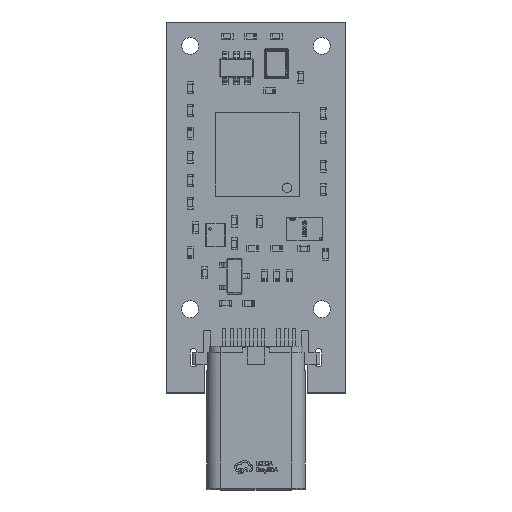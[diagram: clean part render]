
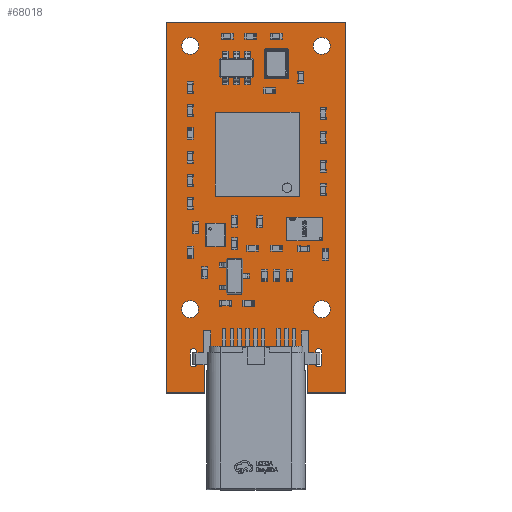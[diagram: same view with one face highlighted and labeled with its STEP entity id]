
A CAD part, top view. The second image highlights one B-rep face of the part: STEP entity #68018.
In plain terms, the highlighted planar face has unit normal (0, 0, 1).
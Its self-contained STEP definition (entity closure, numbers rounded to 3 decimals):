
#67758 = VERTEX_POINT('',#67759);
#67759 = CARTESIAN_POINT('',(15.,0.,1.11));
#67765 = EDGE_CURVE('',#67758,#67766,#67768,.T.);
#67766 = VERTEX_POINT('',#67767);
#67767 = CARTESIAN_POINT('',(11.8,0.,1.11));
#67768 = LINE('',#67769,#67770);
#67769 = CARTESIAN_POINT('',(15.,0.,1.11));
#67770 = VECTOR('',#67771,1.);
#67771 = DIRECTION('',(-1.,0.,0.));
#67798 = VERTEX_POINT('',#67799);
#67799 = CARTESIAN_POINT('',(15.,31.,1.11));
#67805 = EDGE_CURVE('',#67798,#67758,#67806,.T.);
#67806 = LINE('',#67807,#67808);
#67807 = CARTESIAN_POINT('',(15.,31.,1.11));
#67808 = VECTOR('',#67809,1.);
#67809 = DIRECTION('',(0.,-1.,0.));
#67827 = EDGE_CURVE('',#67766,#67828,#67830,.T.);
#67828 = VERTEX_POINT('',#67829);
#67829 = CARTESIAN_POINT('',(11.8,3.5,1.11));
#67830 = LINE('',#67831,#67832);
#67831 = CARTESIAN_POINT('',(11.8,0.,1.11));
#67832 = VECTOR('',#67833,1.);
#67833 = DIRECTION('',(0.,1.,0.));
#68018 = ADVANCED_FACE('',(#68019,#68062,#68098,#68109,#68145,#68156,
    #68167),#68178,.T.);
#68019 = FACE_BOUND('',#68020,.T.);
#68020 = EDGE_LOOP('',(#68021,#68022,#68023,#68031,#68039,#68047,#68055,
    #68061));
#68021 = ORIENTED_EDGE('',*,*,#67765,.F.);
#68022 = ORIENTED_EDGE('',*,*,#67805,.F.);
#68023 = ORIENTED_EDGE('',*,*,#68024,.F.);
#68024 = EDGE_CURVE('',#68025,#67798,#68027,.T.);
#68025 = VERTEX_POINT('',#68026);
#68026 = CARTESIAN_POINT('',(0.,31.,1.11));
#68027 = LINE('',#68028,#68029);
#68028 = CARTESIAN_POINT('',(0.,31.,1.11));
#68029 = VECTOR('',#68030,1.);
#68030 = DIRECTION('',(1.,0.,0.));
#68031 = ORIENTED_EDGE('',*,*,#68032,.F.);
#68032 = EDGE_CURVE('',#68033,#68025,#68035,.T.);
#68033 = VERTEX_POINT('',#68034);
#68034 = CARTESIAN_POINT('',(0.,0.,1.11));
#68035 = LINE('',#68036,#68037);
#68036 = CARTESIAN_POINT('',(0.,0.,1.11));
#68037 = VECTOR('',#68038,1.);
#68038 = DIRECTION('',(0.,1.,0.));
#68039 = ORIENTED_EDGE('',*,*,#68040,.F.);
#68040 = EDGE_CURVE('',#68041,#68033,#68043,.T.);
#68041 = VERTEX_POINT('',#68042);
#68042 = CARTESIAN_POINT('',(3.2,0.,1.11));
#68043 = LINE('',#68044,#68045);
#68044 = CARTESIAN_POINT('',(3.2,0.,1.11));
#68045 = VECTOR('',#68046,1.);
#68046 = DIRECTION('',(-1.,0.,0.));
#68047 = ORIENTED_EDGE('',*,*,#68048,.F.);
#68048 = EDGE_CURVE('',#68049,#68041,#68051,.T.);
#68049 = VERTEX_POINT('',#68050);
#68050 = CARTESIAN_POINT('',(3.2,3.5,1.11));
#68051 = LINE('',#68052,#68053);
#68052 = CARTESIAN_POINT('',(3.2,3.5,1.11));
#68053 = VECTOR('',#68054,1.);
#68054 = DIRECTION('',(0.,-1.,0.));
#68055 = ORIENTED_EDGE('',*,*,#68056,.F.);
#68056 = EDGE_CURVE('',#67828,#68049,#68057,.T.);
#68057 = LINE('',#68058,#68059);
#68058 = CARTESIAN_POINT('',(11.8,3.5,1.11));
#68059 = VECTOR('',#68060,1.);
#68060 = DIRECTION('',(-1.,0.,0.));
#68061 = ORIENTED_EDGE('',*,*,#67827,.F.);
#68062 = FACE_BOUND('',#68063,.T.);
#68063 = EDGE_LOOP('',(#68064,#68075,#68083,#68092));
#68064 = ORIENTED_EDGE('',*,*,#68065,.T.);
#68065 = EDGE_CURVE('',#68066,#68068,#68070,.T.);
#68066 = VERTEX_POINT('',#68067);
#68067 = CARTESIAN_POINT('',(2.545,2.445,1.11));
#68068 = VERTEX_POINT('',#68069);
#68069 = CARTESIAN_POINT('',(2.005,2.445,1.11));
#68070 = CIRCLE('',#68071,0.27);
#68071 = AXIS2_PLACEMENT_3D('',#68072,#68073,#68074);
#68072 = CARTESIAN_POINT('',(2.275,2.445,1.11));
#68073 = DIRECTION('',(-0.,0.,-1.));
#68074 = DIRECTION('',(-1.,0.,0.));
#68075 = ORIENTED_EDGE('',*,*,#68076,.T.);
#68076 = EDGE_CURVE('',#68068,#68077,#68079,.T.);
#68077 = VERTEX_POINT('',#68078);
#68078 = CARTESIAN_POINT('',(2.005,3.435,1.11));
#68079 = LINE('',#68080,#68081);
#68080 = CARTESIAN_POINT('',(2.005,1.718,1.11));
#68081 = VECTOR('',#68082,1.);
#68082 = DIRECTION('',(-0.,1.,0.));
#68083 = ORIENTED_EDGE('',*,*,#68084,.T.);
#68084 = EDGE_CURVE('',#68077,#68085,#68087,.T.);
#68085 = VERTEX_POINT('',#68086);
#68086 = CARTESIAN_POINT('',(2.545,3.435,1.11));
#68087 = CIRCLE('',#68088,0.27);
#68088 = AXIS2_PLACEMENT_3D('',#68089,#68090,#68091);
#68089 = CARTESIAN_POINT('',(2.275,3.435,1.11));
#68090 = DIRECTION('',(0.,-0.,-1.));
#68091 = DIRECTION('',(1.,0.,-0.));
#68092 = ORIENTED_EDGE('',*,*,#68093,.T.);
#68093 = EDGE_CURVE('',#68085,#68066,#68094,.T.);
#68094 = LINE('',#68095,#68096);
#68095 = CARTESIAN_POINT('',(2.545,1.223,1.11));
#68096 = VECTOR('',#68097,1.);
#68097 = DIRECTION('',(0.,-1.,0.));
#68098 = FACE_BOUND('',#68099,.T.);
#68099 = EDGE_LOOP('',(#68100));
#68100 = ORIENTED_EDGE('',*,*,#68101,.T.);
#68101 = EDGE_CURVE('',#68102,#68102,#68104,.T.);
#68102 = VERTEX_POINT('',#68103);
#68103 = CARTESIAN_POINT('',(2.,6.3,1.11));
#68104 = CIRCLE('',#68105,0.7);
#68105 = AXIS2_PLACEMENT_3D('',#68106,#68107,#68108);
#68106 = CARTESIAN_POINT('',(2.,7.,1.11));
#68107 = DIRECTION('',(-0.,0.,-1.));
#68108 = DIRECTION('',(-0.,-1.,0.));
#68109 = FACE_BOUND('',#68110,.T.);
#68110 = EDGE_LOOP('',(#68111,#68122,#68130,#68139));
#68111 = ORIENTED_EDGE('',*,*,#68112,.T.);
#68112 = EDGE_CURVE('',#68113,#68115,#68117,.T.);
#68113 = VERTEX_POINT('',#68114);
#68114 = CARTESIAN_POINT('',(12.995,2.445,1.11));
#68115 = VERTEX_POINT('',#68116);
#68116 = CARTESIAN_POINT('',(12.455,2.445,1.11));
#68117 = CIRCLE('',#68118,0.27);
#68118 = AXIS2_PLACEMENT_3D('',#68119,#68120,#68121);
#68119 = CARTESIAN_POINT('',(12.725,2.445,1.11));
#68120 = DIRECTION('',(-0.,0.,-1.));
#68121 = DIRECTION('',(-1.,0.,0.));
#68122 = ORIENTED_EDGE('',*,*,#68123,.T.);
#68123 = EDGE_CURVE('',#68115,#68124,#68126,.T.);
#68124 = VERTEX_POINT('',#68125);
#68125 = CARTESIAN_POINT('',(12.455,3.435,1.11));
#68126 = LINE('',#68127,#68128);
#68127 = CARTESIAN_POINT('',(12.455,1.718,1.11));
#68128 = VECTOR('',#68129,1.);
#68129 = DIRECTION('',(-0.,1.,0.));
#68130 = ORIENTED_EDGE('',*,*,#68131,.T.);
#68131 = EDGE_CURVE('',#68124,#68132,#68134,.T.);
#68132 = VERTEX_POINT('',#68133);
#68133 = CARTESIAN_POINT('',(12.995,3.435,1.11));
#68134 = CIRCLE('',#68135,0.27);
#68135 = AXIS2_PLACEMENT_3D('',#68136,#68137,#68138);
#68136 = CARTESIAN_POINT('',(12.725,3.435,1.11));
#68137 = DIRECTION('',(0.,-0.,-1.));
#68138 = DIRECTION('',(1.,0.,0.));
#68139 = ORIENTED_EDGE('',*,*,#68140,.T.);
#68140 = EDGE_CURVE('',#68132,#68113,#68141,.T.);
#68141 = LINE('',#68142,#68143);
#68142 = CARTESIAN_POINT('',(12.995,1.223,1.11));
#68143 = VECTOR('',#68144,1.);
#68144 = DIRECTION('',(0.,-1.,0.));
#68145 = FACE_BOUND('',#68146,.T.);
#68146 = EDGE_LOOP('',(#68147));
#68147 = ORIENTED_EDGE('',*,*,#68148,.T.);
#68148 = EDGE_CURVE('',#68149,#68149,#68151,.T.);
#68149 = VERTEX_POINT('',#68150);
#68150 = CARTESIAN_POINT('',(13.,6.3,1.11));
#68151 = CIRCLE('',#68152,0.7);
#68152 = AXIS2_PLACEMENT_3D('',#68153,#68154,#68155);
#68153 = CARTESIAN_POINT('',(13.,7.,1.11));
#68154 = DIRECTION('',(-0.,0.,-1.));
#68155 = DIRECTION('',(-0.,-1.,0.));
#68156 = FACE_BOUND('',#68157,.T.);
#68157 = EDGE_LOOP('',(#68158));
#68158 = ORIENTED_EDGE('',*,*,#68159,.T.);
#68159 = EDGE_CURVE('',#68160,#68160,#68162,.T.);
#68160 = VERTEX_POINT('',#68161);
#68161 = CARTESIAN_POINT('',(2.,28.3,1.11));
#68162 = CIRCLE('',#68163,0.7);
#68163 = AXIS2_PLACEMENT_3D('',#68164,#68165,#68166);
#68164 = CARTESIAN_POINT('',(2.,29.,1.11));
#68165 = DIRECTION('',(-0.,0.,-1.));
#68166 = DIRECTION('',(-0.,-1.,0.));
#68167 = FACE_BOUND('',#68168,.T.);
#68168 = EDGE_LOOP('',(#68169));
#68169 = ORIENTED_EDGE('',*,*,#68170,.T.);
#68170 = EDGE_CURVE('',#68171,#68171,#68173,.T.);
#68171 = VERTEX_POINT('',#68172);
#68172 = CARTESIAN_POINT('',(13.,28.3,1.11));
#68173 = CIRCLE('',#68174,0.7);
#68174 = AXIS2_PLACEMENT_3D('',#68175,#68176,#68177);
#68175 = CARTESIAN_POINT('',(13.,29.,1.11));
#68176 = DIRECTION('',(-0.,0.,-1.));
#68177 = DIRECTION('',(-0.,-1.,0.));
#68178 = PLANE('',#68179);
#68179 = AXIS2_PLACEMENT_3D('',#68180,#68181,#68182);
#68180 = CARTESIAN_POINT('',(0.,0.,1.11));
#68181 = DIRECTION('',(0.,0.,1.));
#68182 = DIRECTION('',(1.,0.,-0.));
